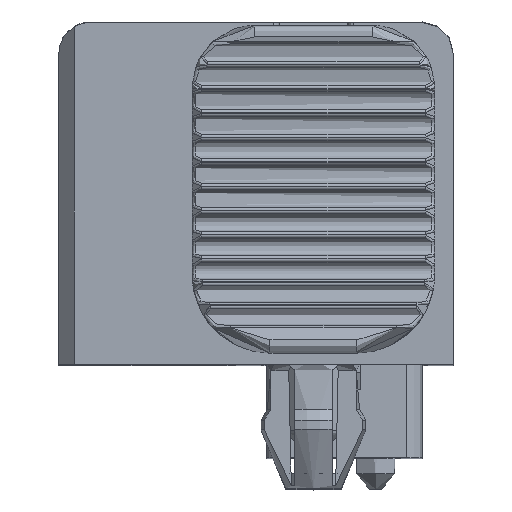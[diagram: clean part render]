
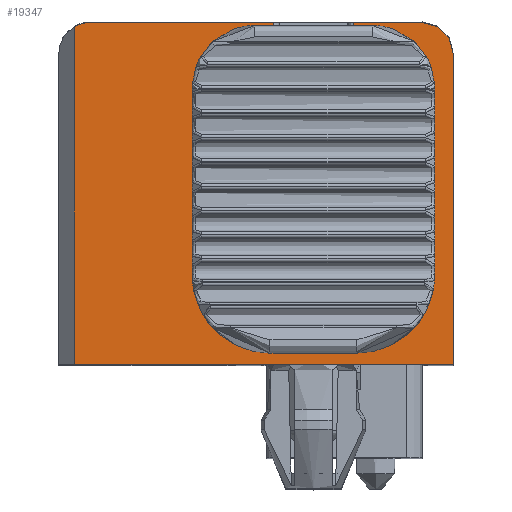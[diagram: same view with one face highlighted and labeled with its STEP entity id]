
A CAD part, top view. The second image highlights one B-rep face of the part: STEP entity #19347.
In plain terms, the highlighted planar face has unit normal (0, 0, 1).
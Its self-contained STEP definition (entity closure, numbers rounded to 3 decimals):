
#942=PLANE('',#20663);
#1611=FACE_OUTER_BOUND('',#2694,.T.);
#2694=EDGE_LOOP('',(#14676,#14677,#14678,#14679,#14680,#14681,#14682,#14683,
#14684,#14685,#14686,#14687,#14688,#14689,#14690,#14691,#14692,#14693,#14694,
#14695,#14696,#14697,#14698,#14699));
#3603=LINE('',#27437,#5344);
#3649=LINE('',#27715,#5390);
#3656=LINE('',#27730,#5397);
#3752=LINE('',#27984,#5493);
#3809=LINE('',#28143,#5550);
#3812=LINE('',#28148,#5553);
#3873=LINE('',#39396,#5614);
#3875=LINE('',#39401,#5616);
#3876=LINE('',#39406,#5617);
#3967=LINE('',#40122,#5708);
#3968=LINE('',#40125,#5709);
#4011=LINE('',#40235,#5752);
#4142=LINE('',#40533,#5883);
#4143=LINE('',#40537,#5884);
#4144=LINE('',#40539,#5885);
#4145=LINE('',#40541,#5886);
#4146=LINE('',#40544,#5887);
#4147=LINE('',#40546,#5888);
#4148=LINE('',#40547,#5889);
#4149=LINE('',#40548,#5890);
#5344=VECTOR('',#22163,10.);
#5390=VECTOR('',#22285,10.);
#5397=VECTOR('',#22294,10.);
#5493=VECTOR('',#22468,10.);
#5550=VECTOR('',#22581,10.);
#5553=VECTOR('',#22584,10.);
#5614=VECTOR('',#23015,10.);
#5616=VECTOR('',#23019,10.);
#5617=VECTOR('',#23026,10.);
#5708=VECTOR('',#23363,1000.);
#5709=VECTOR('',#23366,1000.);
#5752=VECTOR('',#23483,1000.);
#5883=VECTOR('',#23746,1000.);
#5884=VECTOR('',#23749,1000.);
#5885=VECTOR('',#23750,10.);
#5886=VECTOR('',#23751,1000.);
#5887=VECTOR('',#23754,1000.);
#5888=VECTOR('',#23755,1000.);
#5889=VECTOR('',#23756,1000.);
#5890=VECTOR('',#23757,1000.);
#6921=CIRCLE('',#20159,2.);
#7123=CIRCLE('',#20447,2.);
#7188=CIRCLE('',#20664,1.);
#7189=CIRCLE('',#20665,1.);
#7841=VERTEX_POINT('',#27435);
#7842=VERTEX_POINT('',#27436);
#7862=VERTEX_POINT('',#27478);
#7915=VERTEX_POINT('',#27712);
#7916=VERTEX_POINT('',#27714);
#7922=VERTEX_POINT('',#27728);
#7923=VERTEX_POINT('',#27729);
#8115=VERTEX_POINT('',#28139);
#8116=VERTEX_POINT('',#28141);
#8118=VERTEX_POINT('',#28146);
#8312=VERTEX_POINT('',#39394);
#8313=VERTEX_POINT('',#39395);
#8315=VERTEX_POINT('',#39400);
#8316=VERTEX_POINT('',#39405);
#8377=VERTEX_POINT('',#40120);
#8378=VERTEX_POINT('',#40124);
#8408=VERTEX_POINT('',#40234);
#8509=VERTEX_POINT('',#40532);
#8510=VERTEX_POINT('',#40534);
#8511=VERTEX_POINT('',#40536);
#8512=VERTEX_POINT('',#40538);
#8513=VERTEX_POINT('',#40540);
#8514=VERTEX_POINT('',#40542);
#8515=VERTEX_POINT('',#40545);
#9837=EDGE_CURVE('',#7841,#7842,#3603,.T.);
#9858=EDGE_CURVE('',#7862,#7841,#6921,.T.);
#9916=EDGE_CURVE('',#7916,#7915,#3649,.T.);
#9923=EDGE_CURVE('',#7922,#7923,#3656,.T.);
#10049=EDGE_CURVE('',#7923,#7916,#3752,.T.);
#10130=EDGE_CURVE('',#7842,#8116,#3809,.T.);
#10133=EDGE_CURVE('',#8115,#8118,#3812,.T.);
#10448=EDGE_CURVE('',#8312,#8313,#3873,.T.);
#10451=EDGE_CURVE('',#8315,#7862,#3875,.T.);
#10454=EDGE_CURVE('',#8118,#8316,#3876,.T.);
#10467=EDGE_CURVE('',#8316,#8312,#7123,.T.);
#10597=EDGE_CURVE('',#8377,#8313,#3967,.F.);
#10598=EDGE_CURVE('',#8115,#8378,#3968,.F.);
#10653=EDGE_CURVE('',#8315,#8408,#4011,.F.);
#10802=EDGE_CURVE('',#8509,#8377,#4142,.F.);
#10803=EDGE_CURVE('',#8510,#8509,#7188,.T.);
#10804=EDGE_CURVE('',#8510,#8511,#4143,.T.);
#10805=EDGE_CURVE('',#8511,#8512,#4144,.T.);
#10806=EDGE_CURVE('',#8513,#8512,#4145,.F.);
#10807=EDGE_CURVE('',#8514,#8513,#7189,.T.);
#10808=EDGE_CURVE('',#8408,#8514,#4146,.F.);
#10809=EDGE_CURVE('',#8515,#8116,#4147,.F.);
#10810=EDGE_CURVE('',#8515,#7922,#4148,.T.);
#10811=EDGE_CURVE('',#7915,#8378,#4149,.T.);
#14676=ORIENTED_EDGE('',*,*,#10133,.T.);
#14677=ORIENTED_EDGE('',*,*,#10454,.T.);
#14678=ORIENTED_EDGE('',*,*,#10467,.T.);
#14679=ORIENTED_EDGE('',*,*,#10448,.T.);
#14680=ORIENTED_EDGE('',*,*,#10597,.F.);
#14681=ORIENTED_EDGE('',*,*,#10802,.F.);
#14682=ORIENTED_EDGE('',*,*,#10803,.F.);
#14683=ORIENTED_EDGE('',*,*,#10804,.T.);
#14684=ORIENTED_EDGE('',*,*,#10805,.T.);
#14685=ORIENTED_EDGE('',*,*,#10806,.F.);
#14686=ORIENTED_EDGE('',*,*,#10807,.F.);
#14687=ORIENTED_EDGE('',*,*,#10808,.F.);
#14688=ORIENTED_EDGE('',*,*,#10653,.F.);
#14689=ORIENTED_EDGE('',*,*,#10451,.T.);
#14690=ORIENTED_EDGE('',*,*,#9858,.T.);
#14691=ORIENTED_EDGE('',*,*,#9837,.T.);
#14692=ORIENTED_EDGE('',*,*,#10130,.T.);
#14693=ORIENTED_EDGE('',*,*,#10809,.F.);
#14694=ORIENTED_EDGE('',*,*,#10810,.T.);
#14695=ORIENTED_EDGE('',*,*,#9923,.T.);
#14696=ORIENTED_EDGE('',*,*,#10049,.T.);
#14697=ORIENTED_EDGE('',*,*,#9916,.T.);
#14698=ORIENTED_EDGE('',*,*,#10811,.T.);
#14699=ORIENTED_EDGE('',*,*,#10598,.F.);
#19347=ADVANCED_FACE('',(#1611),#942,.T.);
#20159=AXIS2_PLACEMENT_3D('',#27479,#22202,#22203);
#20447=AXIS2_PLACEMENT_3D('',#39422,#23051,#23052);
#20663=AXIS2_PLACEMENT_3D('',#40531,#23744,#23745);
#20664=AXIS2_PLACEMENT_3D('',#40535,#23747,#23748);
#20665=AXIS2_PLACEMENT_3D('',#40543,#23752,#23753);
#22163=DIRECTION('',(0.,-1.,0.));
#22202=DIRECTION('center_axis',(0.,0.,
-1.));
#22203=DIRECTION('ref_axis',(0.,-1.,0.));
#22285=DIRECTION('',(0.,1.,0.));
#22294=DIRECTION('',(0.,-1.,0.));
#22468=DIRECTION('',(-1.,0.,0.));
#22581=DIRECTION('',(-1.,0.,0.));
#22584=DIRECTION('',(-1.,0.,0.));
#23015=DIRECTION('',(1.,0.,0.));
#23019=DIRECTION('',(1.,0.,0.));
#23026=DIRECTION('',(0.,1.,0.));
#23051=DIRECTION('center_axis',(0.,0.,
-1.));
#23052=DIRECTION('ref_axis',(0.,-1.,0.));
#23363=DIRECTION('',(0.,1.,0.));
#23366=DIRECTION('',(0.,1.,0.));
#23483=DIRECTION('',(0.,-1.,0.));
#23744=DIRECTION('center_axis',(0.,0.,
1.));
#23745=DIRECTION('ref_axis',(0.,-1.,0.));
#23746=DIRECTION('',(-1.,0.,0.));
#23747=DIRECTION('center_axis',(0.,0.,
-1.));
#23748=DIRECTION('ref_axis',(0.,-1.,0.));
#23749=DIRECTION('',(0.,-1.,0.));
#23750=DIRECTION('',(1.,0.,0.));
#23751=DIRECTION('',(0.,1.,0.));
#23752=DIRECTION('center_axis',(0.,0.,
-1.));
#23753=DIRECTION('ref_axis',(0.,-1.,0.));
#23754=DIRECTION('',(-1.,0.,0.));
#23755=DIRECTION('',(0.,-1.,0.));
#23756=DIRECTION('',(-1.,0.,0.));
#23757=DIRECTION('',(-1.,0.,0.));
#27435=CARTESIAN_POINT('',(1.851,8.88,14.467));
#27436=CARTESIAN_POINT('',(1.851,7.88,14.467));
#27437=CARTESIAN_POINT('',(1.851,4.202,14.467));
#27478=CARTESIAN_POINT('',(0.564,10.748,14.467));
#27479=CARTESIAN_POINT('Origin',(-0.149,8.88,14.467));
#27712=CARTESIAN_POINT('',(-3.049,0.975,14.467));
#27714=CARTESIAN_POINT('',(-3.049,0.975,14.467));
#27715=CARTESIAN_POINT('',(-3.049,2.064,14.467));
#27728=CARTESIAN_POINT('',(-1.049,0.975,14.467));
#27729=CARTESIAN_POINT('',(-1.049,0.975,14.467));
#27730=CARTESIAN_POINT('',(-1.049,2.064,14.467));
#27984=CARTESIAN_POINT('',(-1.649,0.975,14.467));
#28139=CARTESIAN_POINT('',(-3.349,7.88,14.467));
#28141=CARTESIAN_POINT('',(-0.749,7.88,14.467));
#28143=CARTESIAN_POINT('',(-0.869,7.88,14.467));
#28146=CARTESIAN_POINT('',(-5.949,7.88,14.467));
#28148=CARTESIAN_POINT('',(-0.869,7.88,14.467));
#39394=CARTESIAN_POINT('',(-4.662,10.748,14.467));
#39395=CARTESIAN_POINT('',(-3.349,10.748,14.467));
#39396=CARTESIAN_POINT('',(-0.869,10.748,14.467));
#39400=CARTESIAN_POINT('',(-0.749,10.748,14.467));
#39401=CARTESIAN_POINT('',(-0.869,10.748,14.467));
#39405=CARTESIAN_POINT('',(-5.949,8.88,14.467));
#39406=CARTESIAN_POINT('',(-5.949,4.202,14.467));
#39422=CARTESIAN_POINT('Origin',(-3.949,8.88,14.467));
#40120=CARTESIAN_POINT('',(-3.349,10.975,14.467));
#40122=CARTESIAN_POINT('',(-3.349,0.975,14.467));
#40124=CARTESIAN_POINT('',(-3.349,0.975,14.467));
#40125=CARTESIAN_POINT('',(-3.349,0.975,14.467));
#40234=CARTESIAN_POINT('',(-0.749,10.975,14.467));
#40235=CARTESIAN_POINT('',(-0.749,10.525,14.467));
#40531=CARTESIAN_POINT('Origin',(-1.249,2.798,14.467));
#40532=CARTESIAN_POINT('',(-9.249,10.975,14.467));
#40533=CARTESIAN_POINT('',(-4.249,10.975,14.467));
#40534=CARTESIAN_POINT('',(-9.749,10.841,14.467));
#40535=CARTESIAN_POINT('Origin',(-9.249,9.975,14.467));
#40536=CARTESIAN_POINT('',(-9.749,-0.025,14.467));
#40537=CARTESIAN_POINT('',(-9.749,2.798,14.467));
#40538=CARTESIAN_POINT('',(2.451,-0.025,14.467));
#40539=CARTESIAN_POINT('',(-3.999,-0.025,14.467));
#40540=CARTESIAN_POINT('',(2.451,9.975,14.467));
#40541=CARTESIAN_POINT('',(2.451,4.671,14.467));
#40542=CARTESIAN_POINT('',(1.451,10.975,14.467));
#40543=CARTESIAN_POINT('Origin',(1.451,9.975,14.467));
#40544=CARTESIAN_POINT('',(-4.249,10.975,14.467));
#40545=CARTESIAN_POINT('',(-0.749,0.975,14.467));
#40546=CARTESIAN_POINT('',(-0.749,10.525,14.467));
#40547=CARTESIAN_POINT('',(-2.149,0.975,14.467));
#40548=CARTESIAN_POINT('',(-2.149,0.975,14.467));
